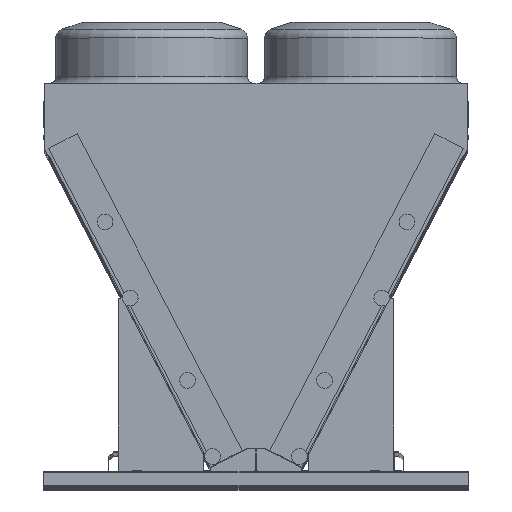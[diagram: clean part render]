
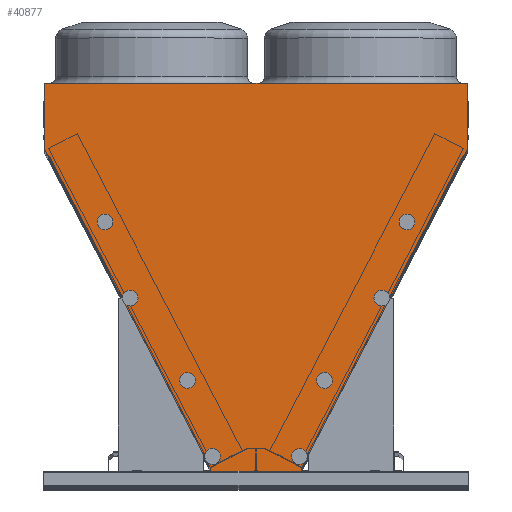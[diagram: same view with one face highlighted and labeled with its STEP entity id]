
A CAD part, top view. The second image highlights one B-rep face of the part: STEP entity #40877.
In plain terms, the highlighted planar face has unit normal (0, 0, 1).
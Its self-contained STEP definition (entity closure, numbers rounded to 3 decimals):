
#345 = CARTESIAN_POINT ( 'NONE',  ( 1136.15, 2083.62, 0. ) ) ;
#397 = LINE ( 'NONE', #14126, #38772 ) ;
#557 = DIRECTION ( 'NONE',  ( 0., 1., 0. ) ) ;
#1181 = DIRECTION ( 'NONE',  ( -0.463, 0.886, 0. ) ) ;
#1248 = EDGE_CURVE ( 'NONE', #27871, #32017, #37944, .T. ) ;
#1680 = VERTEX_POINT ( 'NONE', #21362 ) ;
#2114 = EDGE_CURVE ( 'NONE', #15171, #40772, #52706, .T. ) ;
#2176 = CARTESIAN_POINT ( 'NONE',  ( 246.893, 17.358, 0. ) ) ;
#2941 = ORIENTED_EDGE ( 'NONE', *, *, #35807, .T. ) ;
#3245 = DIRECTION ( 'NONE',  ( 1., 0., 0. ) ) ;
#3353 = CARTESIAN_POINT ( 'NONE',  ( -279.893, 0., 0. ) ) ;
#3742 = CARTESIAN_POINT ( 'NONE',  ( -1136.282, 1727.462, 0. ) ) ;
#4281 = CARTESIAN_POINT ( 'NONE',  ( -246.893, 1.482, 0. ) ) ;
#4697 = VERTEX_POINT ( 'NONE', #6787 ) ;
#5529 = VECTOR ( 'NONE', #63823, 1000. ) ;
#6058 = VECTOR ( 'NONE', #27473, 1000. ) ;
#6573 = CARTESIAN_POINT ( 'NONE',  ( 279.893, 1.482, 0. ) ) ;
#6725 = CARTESIAN_POINT ( 'NONE',  ( 1127.607, 1711.053, 0. ) ) ;
#6787 = CARTESIAN_POINT ( 'NONE',  ( 279.893, 0., 0. ) ) ;
#7200 = DIRECTION ( 'NONE',  ( 0.462, -0.887, 0. ) ) ;
#7257 = VECTOR ( 'NONE', #43772, 1000. ) ;
#7524 = LINE ( 'NONE', #3742, #13805 ) ;
#7652 = LINE ( 'NONE', #62479, #6058 ) ;
#8487 = VECTOR ( 'NONE', #26680, 1000. ) ;
#8742 = LINE ( 'NONE', #31748, #47097 ) ;
#8790 = CARTESIAN_POINT ( 'NONE',  ( 245.39, 20.232, 0. ) ) ;
#10610 = EDGE_CURVE ( 'NONE', #51718, #51946, #17547, .T. ) ;
#11255 = ORIENTED_EDGE ( 'NONE', *, *, #32261, .T. ) ;
#11850 = LINE ( 'NONE', #15554, #35343 ) ;
#11990 = EDGE_CURVE ( 'NONE', #40772, #24572, #32174, .T. ) ;
#12139 = CARTESIAN_POINT ( 'NONE',  ( 0., 0., 0. ) ) ;
#12182 = CARTESIAN_POINT ( 'NONE',  ( -1127.739, 1711.053, 0. ) ) ;
#12758 = LINE ( 'NONE', #54548, #39359 ) ;
#13022 = ORIENTED_EDGE ( 'NONE', *, *, #11990, .T. ) ;
#13805 = VECTOR ( 'NONE', #33744, 1000. ) ;
#14126 = CARTESIAN_POINT ( 'NONE',  ( 1127.607, 1711.053, 0. ) ) ;
#14326 = VECTOR ( 'NONE', #39949, 1000. ) ;
#14435 = VECTOR ( 'NONE', #61345, 1000. ) ;
#14691 = EDGE_CURVE ( 'NONE', #51946, #4697, #17024, .T. ) ;
#14727 = VERTEX_POINT ( 'NONE', #18525 ) ;
#15171 = VERTEX_POINT ( 'NONE', #12182 ) ;
#15323 = VERTEX_POINT ( 'NONE', #46652 ) ;
#15352 = CARTESIAN_POINT ( 'NONE',  ( -279.893, 0., 0. ) ) ;
#15455 = VECTOR ( 'NONE', #3245, 1000. ) ;
#15554 = CARTESIAN_POINT ( 'NONE',  ( -279.893, 1.482, 0. ) ) ;
#15982 = VECTOR ( 'NONE', #7200, 1000. ) ;
#16651 = CARTESIAN_POINT ( 'NONE',  ( -246.893, 17.358, 0. ) ) ;
#17024 = LINE ( 'NONE', #33235, #15455 ) ;
#17289 = CARTESIAN_POINT ( 'NONE',  ( 246.893, 1.482, 0. ) ) ;
#17392 = CARTESIAN_POINT ( 'NONE',  ( 1136.15, 2083.62, 0. ) ) ;
#17547 = LINE ( 'NONE', #15352, #14435 ) ;
#18525 = CARTESIAN_POINT ( 'NONE',  ( 1126.218, 1711.776, 0. ) ) ;
#19538 = DIRECTION ( 'NONE',  ( -0.461, -0.887, 0. ) ) ;
#20603 = DIRECTION ( 'NONE',  ( -1., 0., 0. ) ) ;
#20817 = ORIENTED_EDGE ( 'NONE', *, *, #1248, .T. ) ;
#21282 = VECTOR ( 'NONE', #19538, 1000. ) ;
#21362 = CARTESIAN_POINT ( 'NONE',  ( -1136.282, 1727.462, 0. ) ) ;
#21709 = ORIENTED_EDGE ( 'NONE', *, *, #28860, .T. ) ;
#21844 = VERTEX_POINT ( 'NONE', #58136 ) ;
#22150 = LINE ( 'NONE', #8790, #7257 ) ;
#24090 = EDGE_CURVE ( 'NONE', #15323, #14727, #22150, .T. ) ;
#24187 = EDGE_CURVE ( 'NONE', #29011, #31306, #12758, .T. ) ;
#24571 = DIRECTION ( 'NONE',  ( 0., -1., 0. ) ) ;
#24572 = VERTEX_POINT ( 'NONE', #32375 ) ;
#26144 = CARTESIAN_POINT ( 'NONE',  ( 246.893, 17.358, 0. ) ) ;
#26177 = VERTEX_POINT ( 'NONE', #6573 ) ;
#26362 = CARTESIAN_POINT ( 'NONE',  ( -1126.246, 1711.83, 0. ) ) ;
#26680 = DIRECTION ( 'NONE',  ( 0.887, -0.462, 0. ) ) ;
#26712 = ORIENTED_EDGE ( 'NONE', *, *, #57343, .T. ) ;
#27238 = DIRECTION ( 'NONE',  ( 0., 0., -1. ) ) ;
#27473 = DIRECTION ( 'NONE',  ( -1., 0., 0. ) ) ;
#27475 = VECTOR ( 'NONE', #1181, 1000. ) ;
#27871 = VERTEX_POINT ( 'NONE', #17289 ) ;
#28860 = EDGE_CURVE ( 'NONE', #31306, #51718, #11850, .T. ) ;
#29011 = VERTEX_POINT ( 'NONE', #16651 ) ;
#29647 = VERTEX_POINT ( 'NONE', #46757 ) ;
#29741 = DIRECTION ( 'NONE',  ( 0., 1., 0. ) ) ;
#30835 = VECTOR ( 'NONE', #557, 1000. ) ;
#31100 = AXIS2_PLACEMENT_3D ( 'NONE', #12139, #27238, #62252 ) ;
#31164 = CARTESIAN_POINT ( 'NONE',  ( 246.893, 17.358, 0. ) ) ;
#31306 = VERTEX_POINT ( 'NONE', #4281 ) ;
#31748 = CARTESIAN_POINT ( 'NONE',  ( -1136.282, 2083.62, 0. ) ) ;
#32017 = VERTEX_POINT ( 'NONE', #26144 ) ;
#32142 = CARTESIAN_POINT ( 'NONE',  ( -1127.739, 1711.053, 0. ) ) ;
#32174 = LINE ( 'NONE', #48670, #5529 ) ;
#32261 = EDGE_CURVE ( 'NONE', #21844, #1680, #7524, .T. ) ;
#32375 = CARTESIAN_POINT ( 'NONE',  ( -245.403, 20.223, 0. ) ) ;
#33235 = CARTESIAN_POINT ( 'NONE',  ( 279.893, 0., 0. ) ) ;
#33744 = DIRECTION ( 'NONE',  ( 0., -1., 0. ) ) ;
#34260 = FACE_OUTER_BOUND ( 'NONE', #59588, .T. ) ;
#35343 = VECTOR ( 'NONE', #20603, 1000. ) ;
#35807 = EDGE_CURVE ( 'NONE', #32017, #15323, #62679, .T. ) ;
#36043 = ORIENTED_EDGE ( 'NONE', *, *, #61030, .T. ) ;
#36213 = LINE ( 'NONE', #49524, #21282 ) ;
#36978 = ORIENTED_EDGE ( 'NONE', *, *, #47342, .T. ) ;
#37212 = DIRECTION ( 'NONE',  ( 0., 1., 0. ) ) ;
#37944 = LINE ( 'NONE', #2176, #64604 ) ;
#38772 = VECTOR ( 'NONE', #59227, 1000. ) ;
#39306 = VERTEX_POINT ( 'NONE', #17392 ) ;
#39359 = VECTOR ( 'NONE', #24571, 1000. ) ;
#39949 = DIRECTION ( 'NONE',  ( 0.887, 0.462, 0. ) ) ;
#40682 = VECTOR ( 'NONE', #29741, 1000. ) ;
#40772 = VERTEX_POINT ( 'NONE', #26362 ) ;
#40877 = ADVANCED_FACE ( 'NONE', ( #34260 ), #57215, .F. ) ;
#42201 = ORIENTED_EDGE ( 'NONE', *, *, #10610, .T. ) ;
#43703 = EDGE_CURVE ( 'NONE', #1680, #15171, #54415, .T. ) ;
#43772 = DIRECTION ( 'NONE',  ( 0.462, 0.887, 0. ) ) ;
#43947 = VERTEX_POINT ( 'NONE', #53817 ) ;
#44109 = LINE ( 'NONE', #345, #30835 ) ;
#44144 = EDGE_CURVE ( 'NONE', #43947, #39306, #44109, .T. ) ;
#44361 = CARTESIAN_POINT ( 'NONE',  ( 279.893, 0., 0. ) ) ;
#45853 = ORIENTED_EDGE ( 'NONE', *, *, #24187, .T. ) ;
#46652 = CARTESIAN_POINT ( 'NONE',  ( 245.39, 20.232, 0. ) ) ;
#46757 = CARTESIAN_POINT ( 'NONE',  ( 1127.607, 1711.053, 0. ) ) ;
#47097 = VECTOR ( 'NONE', #51900, 1000. ) ;
#47342 = EDGE_CURVE ( 'NONE', #14727, #29647, #48391, .T. ) ;
#48391 = LINE ( 'NONE', #6725, #8487 ) ;
#48670 = CARTESIAN_POINT ( 'NONE',  ( -245.403, 20.223, 0. ) ) ;
#49524 = CARTESIAN_POINT ( 'NONE',  ( -246.893, 17.358, 0. ) ) ;
#50652 = EDGE_CURVE ( 'NONE', #39306, #21844, #8742, .T. ) ;
#50867 = LINE ( 'NONE', #44361, #40682 ) ;
#51718 = VERTEX_POINT ( 'NONE', #61400 ) ;
#51900 = DIRECTION ( 'NONE',  ( -1., 0., 0. ) ) ;
#51946 = VERTEX_POINT ( 'NONE', #3353 ) ;
#52255 = ORIENTED_EDGE ( 'NONE', *, *, #43703, .T. ) ;
#52454 = ORIENTED_EDGE ( 'NONE', *, *, #44144, .T. ) ;
#52706 = LINE ( 'NONE', #55078, #14326 ) ;
#53817 = CARTESIAN_POINT ( 'NONE',  ( 1136.15, 1727.462, 0. ) ) ;
#54415 = LINE ( 'NONE', #32142, #15982 ) ;
#54548 = CARTESIAN_POINT ( 'NONE',  ( -246.893, 17.358, 0. ) ) ;
#55078 = CARTESIAN_POINT ( 'NONE',  ( -1127.739, 1711.053, 0. ) ) ;
#55421 = EDGE_CURVE ( 'NONE', #29647, #43947, #397, .T. ) ;
#55517 = ORIENTED_EDGE ( 'NONE', *, *, #24090, .T. ) ;
#57215 = PLANE ( 'NONE',  #31100 ) ;
#57343 = EDGE_CURVE ( 'NONE', #26177, #27871, #7652, .T. ) ;
#57580 = ORIENTED_EDGE ( 'NONE', *, *, #65009, .T. ) ;
#57640 = ORIENTED_EDGE ( 'NONE', *, *, #50652, .T. ) ;
#58136 = CARTESIAN_POINT ( 'NONE',  ( -1136.282, 2083.62, 0. ) ) ;
#59227 = DIRECTION ( 'NONE',  ( 0.462, 0.887, 0. ) ) ;
#59588 = EDGE_LOOP ( 'NONE', ( #11255, #52255, #62756, #13022, #36043, #45853, #21709, #42201, #60247, #57580, #26712, #20817, #2941, #55517, #36978, #64286, #52454, #57640 ) ) ;
#60247 = ORIENTED_EDGE ( 'NONE', *, *, #14691, .T. ) ;
#61030 = EDGE_CURVE ( 'NONE', #24572, #29011, #36213, .T. ) ;
#61345 = DIRECTION ( 'NONE',  ( 0., -1., 0. ) ) ;
#61400 = CARTESIAN_POINT ( 'NONE',  ( -279.893, 1.482, 0. ) ) ;
#62252 = DIRECTION ( 'NONE',  ( -1., 0., 0. ) ) ;
#62479 = CARTESIAN_POINT ( 'NONE',  ( 279.893, 1.482, 0. ) ) ;
#62679 = LINE ( 'NONE', #31164, #27475 ) ;
#62756 = ORIENTED_EDGE ( 'NONE', *, *, #2114, .T. ) ;
#63823 = DIRECTION ( 'NONE',  ( 0.462, -0.887, 0. ) ) ;
#64286 = ORIENTED_EDGE ( 'NONE', *, *, #55421, .T. ) ;
#64604 = VECTOR ( 'NONE', #37212, 1000. ) ;
#65009 = EDGE_CURVE ( 'NONE', #4697, #26177, #50867, .T. ) ;
